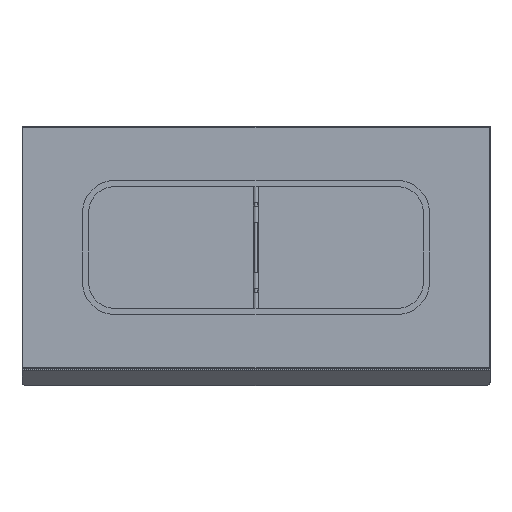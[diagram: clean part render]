
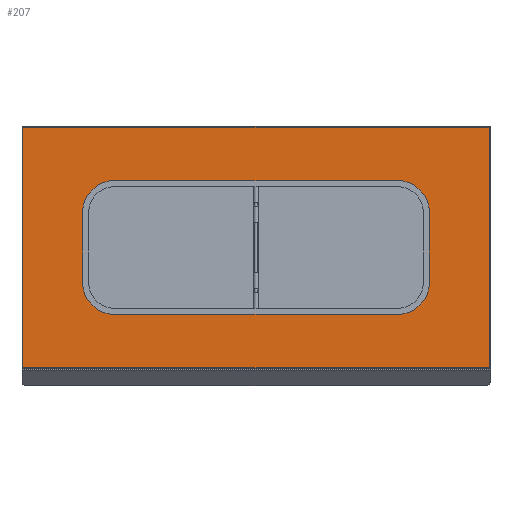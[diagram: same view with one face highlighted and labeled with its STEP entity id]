
A CAD part, left-side view. The second image highlights one B-rep face of the part: STEP entity #207.
In plain terms, the highlighted planar face has unit normal (-1, 0, 0).
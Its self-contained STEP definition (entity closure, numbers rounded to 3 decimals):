
#207=ADVANCED_FACE('',(#545,#546),#547,.T.);
#545=FACE_BOUND('',#895,.T.);
#546=FACE_OUTER_BOUND('',#896,.T.);
#547=PLANE('',#897);
#895=EDGE_LOOP('',(#2204,#2205,#2206,#2207,#2208,#2209,#2210,#2211));
#896=EDGE_LOOP('',(#2212,#2213,#2214,#2215));
#897=AXIS2_PLACEMENT_3D('',#2216,#2217,#2218);
#2204=ORIENTED_EDGE('',*,*,#2701,.T.);
#2205=ORIENTED_EDGE('',*,*,#2705,.T.);
#2206=ORIENTED_EDGE('',*,*,#2708,.T.);
#2207=ORIENTED_EDGE('',*,*,#2711,.T.);
#2208=ORIENTED_EDGE('',*,*,#2714,.T.);
#2209=ORIENTED_EDGE('',*,*,#2717,.T.);
#2210=ORIENTED_EDGE('',*,*,#2720,.T.);
#2211=ORIENTED_EDGE('',*,*,#2722,.T.);
#2212=ORIENTED_EDGE('',*,*,#2319,.F.);
#2213=ORIENTED_EDGE('',*,*,#2316,.F.);
#2214=ORIENTED_EDGE('',*,*,#2313,.F.);
#2215=ORIENTED_EDGE('',*,*,#2310,.F.);
#2216=CARTESIAN_POINT('',(120.0,145.0,116.6));
#2217=DIRECTION('',(-1.0,0.0,0.0));
#2218=DIRECTION('',(0.0,0.0,-1.0));
#2310=EDGE_CURVE('',#2756,#2758,#2759,.T.);
#2313=EDGE_CURVE('',#2758,#2763,#2764,.T.);
#2316=EDGE_CURVE('',#2763,#2768,#2769,.T.);
#2319=EDGE_CURVE('',#2768,#2756,#2772,.T.);
#2701=EDGE_CURVE('',#3407,#3405,#3408,.T.);
#2705=EDGE_CURVE('',#3405,#3412,#3414,.T.);
#2708=EDGE_CURVE('',#3412,#3417,#3419,.T.);
#2711=EDGE_CURVE('',#3417,#3422,#3424,.T.);
#2714=EDGE_CURVE('',#3422,#3427,#3429,.T.);
#2717=EDGE_CURVE('',#3427,#3432,#3434,.T.);
#2720=EDGE_CURVE('',#3432,#3437,#3439,.T.);
#2722=EDGE_CURVE('',#3437,#3407,#3441,.T.);
#2756=VERTEX_POINT('',#3488);
#2758=VERTEX_POINT('',#3490);
#2759=LINE('',#3491,#3492);
#2763=VERTEX_POINT('',#3497);
#2764=LINE('',#3498,#3499);
#2768=VERTEX_POINT('',#3504);
#2769=LINE('',#3505,#3506);
#2772=LINE('',#3510,#3511);
#3405=VERTEX_POINT('',#4394);
#3407=VERTEX_POINT('',#4397);
#3408=LINE('',#4398,#4399);
#3412=VERTEX_POINT('',#4404);
#3414=CIRCLE('',#4407,20.0);
#3417=VERTEX_POINT('',#4411);
#3419=LINE('',#4414,#4415);
#3422=VERTEX_POINT('',#4418);
#3424=CIRCLE('',#4421,20.0);
#3427=VERTEX_POINT('',#4425);
#3429=LINE('',#4428,#4429);
#3432=VERTEX_POINT('',#4432);
#3434=CIRCLE('',#4435,20.0);
#3437=VERTEX_POINT('',#4439);
#3439=LINE('',#4442,#4443);
#3441=CIRCLE('',#4445,20.0);
#3488=CARTESIAN_POINT('',(120.0,144.5,74.5));
#3490=CARTESIAN_POINT('',(120.0,-144.5,74.5));
#3491=CARTESIAN_POINT('',(120.0,145.0,74.5));
#3492=VECTOR('',#4512,1.0);
#3497=CARTESIAN_POINT('',(120.0,-144.5,-74.5));
#3498=CARTESIAN_POINT('',(120.0,-144.5,116.6));
#3499=VECTOR('',#4517,1.0);
#3504=CARTESIAN_POINT('',(120.0,144.5,-74.5));
#3505=CARTESIAN_POINT('',(120.0,49.2,-74.5));
#3506=VECTOR('',#4522,1.0);
#3510=CARTESIAN_POINT('',(120.0,144.5,20.8));
#3511=VECTOR('',#4527,1.0);
#4394=CARTESIAN_POINT('',(120.0,-107.5,-21.5));
#4397=CARTESIAN_POINT('',(120.0,-107.5,21.5));
#4398=CARTESIAN_POINT('',(120.0,-107.5,58.3));
#4399=VECTOR('',#5169,1.0);
#4404=CARTESIAN_POINT('',(120.0,-87.5,-41.5));
#4407=AXIS2_PLACEMENT_3D('',#5175,#5176,#5177);
#4411=CARTESIAN_POINT('',(120.0,87.5,-41.5));
#4414=CARTESIAN_POINT('',(120.0,72.5,-41.5));
#4415=VECTOR('',#5180,1.0);
#4418=CARTESIAN_POINT('',(120.0,107.5,-21.5));
#4421=AXIS2_PLACEMENT_3D('',#5185,#5186,#5187);
#4425=CARTESIAN_POINT('',(120.0,107.5,21.5));
#4428=CARTESIAN_POINT('',(120.0,107.5,58.3));
#4429=VECTOR('',#5190,1.0);
#4432=CARTESIAN_POINT('',(120.0,87.5,41.5));
#4435=AXIS2_PLACEMENT_3D('',#5195,#5196,#5197);
#4439=CARTESIAN_POINT('',(120.0,-87.5,41.5));
#4442=CARTESIAN_POINT('',(120.0,72.5,41.5));
#4443=VECTOR('',#5200,1.0);
#4445=AXIS2_PLACEMENT_3D('',#5204,#5205,#5206);
#4512=DIRECTION('',(0.0,-1.0,0.));
#4517=DIRECTION('',(0.0,0.0,-1.0));
#4522=DIRECTION('',(0.0,1.0,0.0));
#4527=DIRECTION('',(0.0,0.,1.0));
#5169=DIRECTION('',(0.0,0.0,-1.0));
#5175=CARTESIAN_POINT('',(120.0,-87.5,-21.5));
#5176=DIRECTION('',(1.0,0.0,0.0));
#5177=DIRECTION('',(0.0,0.0,-1.0));
#5180=DIRECTION('',(0.0,1.0,0.0));
#5185=CARTESIAN_POINT('',(120.0,87.5,-21.5));
#5186=DIRECTION('',(1.0,0.0,0.0));
#5187=DIRECTION('',(0.0,0.0,-1.0));
#5190=DIRECTION('',(0.0,0.0,1.0));
#5195=CARTESIAN_POINT('',(120.0,87.5,21.5));
#5196=DIRECTION('',(1.0,0.0,0.0));
#5197=DIRECTION('',(0.0,0.0,-1.0));
#5200=DIRECTION('',(0.0,-1.0,0.0));
#5204=CARTESIAN_POINT('',(120.0,-87.5,21.5));
#5205=DIRECTION('',(1.0,0.0,0.0));
#5206=DIRECTION('',(0.0,0.0,-1.0));
